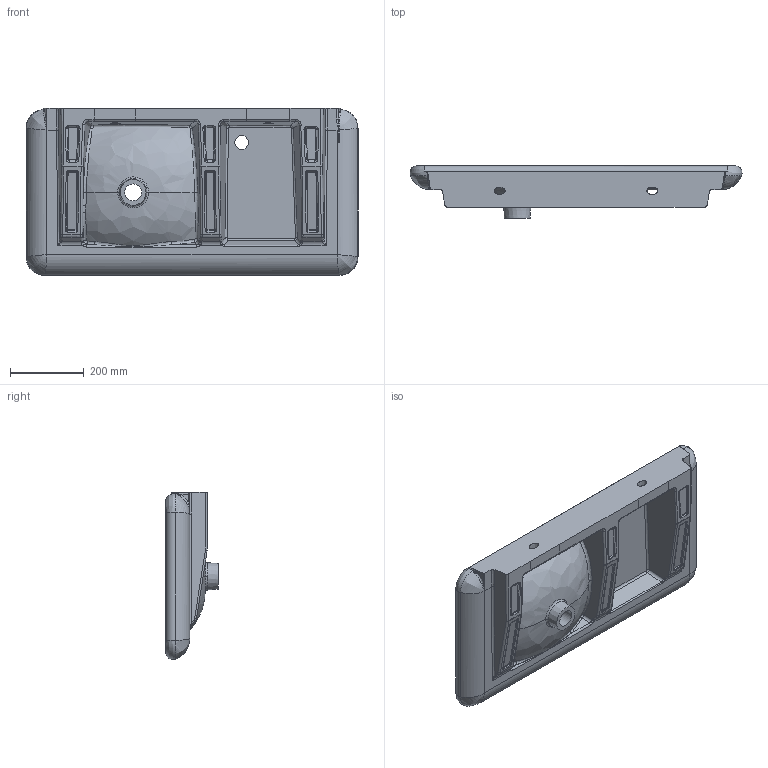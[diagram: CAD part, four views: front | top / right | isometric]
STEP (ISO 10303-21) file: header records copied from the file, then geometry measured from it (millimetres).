
FILE_DESCRIPTION(/* description */ (''),/* implementation_level */ '2;1');
FILE_NAME(/* name */ '1490 yeni derin hazne.stp',/* time_stamp */ '2021-11-16T15:46:12+03:00',/* author */ (''),/* organization */ (''),/* preprocessor_version */ 'ST-DEVELOPER v16',/* originating_system */ 'SIEMENS PLM Software NX 11.0',/* authorisation */ '');
FILE_SCHEMA (('AUTOMOTIVE_DESIGN { 1 0 10303 214 3 1 1 1 }'));
Length unit declared in the file: millimetre
Products named in the file (1): Dell24F49904ne2x
Bounding box: 902.85 x 143 x 454.79 mm (x, y, z)
Volume: 18959947.7 mm3; surface area: 1152682.7 mm2
Topology: 1 solids, 1 shells, 295 faces, 722 edges, 426 vertices
Faces by surface type: bspline 154, cylinder 89, plane 30, sphere 12, torus 6, cone 2, extrusion 2
Full cylindrical faces by diameter (mm): 37.8 x1, 46 x1
Entity records: 17028 total; most frequent: CARTESIAN_POINT 11315, ORIENTED_EDGE 1406, DIRECTION 866, EDGE_CURVE 703, VERTEX_POINT 422, AXIS2_PLACEMENT_3D 369, B_SPLINE_CURVE_WITH_KNOTS 342, EDGE_LOOP 315
